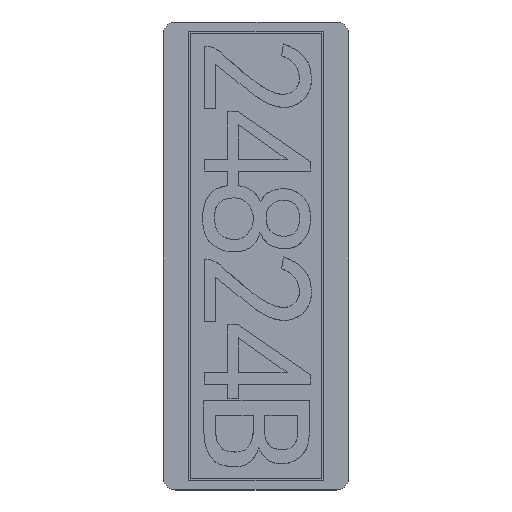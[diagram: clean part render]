
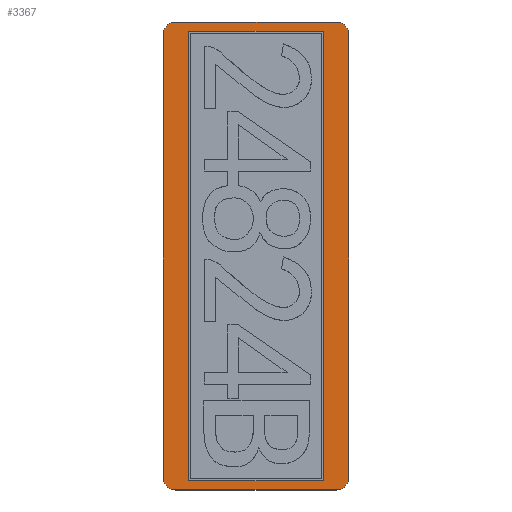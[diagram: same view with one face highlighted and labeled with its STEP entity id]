
A CAD part, top view. The second image highlights one B-rep face of the part: STEP entity #3367.
In plain terms, the highlighted planar face has unit normal (0, 0, 1).
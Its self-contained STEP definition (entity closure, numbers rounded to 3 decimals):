
#18 = CARTESIAN_POINT ( 'NONE',  ( 17.22, -51.83, 3.86 ) ) ;
#113 = DIRECTION ( 'NONE',  ( -1., 0., 0. ) ) ;
#177 = CARTESIAN_POINT ( 'NONE',  ( 23.22, 53.911, 3.86 ) ) ;
#226 = VECTOR ( 'NONE', #2189, 1000. ) ;
#334 = FACE_OUTER_BOUND ( 'NONE', #1338, .T. ) ;
#406 = AXIS2_PLACEMENT_3D ( 'NONE', #4700, #4627, #1203 ) ;
#411 = LINE ( 'NONE', #4629, #4159 ) ;
#414 = DIRECTION ( 'NONE',  ( -1., 0., 0. ) ) ;
#424 = ORIENTED_EDGE ( 'NONE', *, *, #4740, .T. ) ;
#465 = VECTOR ( 'NONE', #2207, 1000. ) ;
#520 = VERTEX_POINT ( 'NONE', #3290 ) ;
#583 = LINE ( 'NONE', #1754, #4865 ) ;
#644 = CIRCLE ( 'NONE', #2675, 3. ) ;
#679 = VERTEX_POINT ( 'NONE', #18 ) ;
#683 = EDGE_CURVE ( 'NONE', #4710, #862, #4317, .T. ) ;
#702 = VERTEX_POINT ( 'NONE', #825 ) ;
#728 = CARTESIAN_POINT ( 'NONE',  ( 20.22, 53.911, 3.86 ) ) ;
#825 = CARTESIAN_POINT ( 'NONE',  ( -14.78, 54.67, 3.86 ) ) ;
#862 = VERTEX_POINT ( 'NONE', #4854 ) ;
#871 = CIRCLE ( 'NONE', #3058, 3. ) ;
#879 = CARTESIAN_POINT ( 'NONE',  ( 20.22, -51.071, 3.86 ) ) ;
#1042 = DIRECTION ( 'NONE',  ( 1., 0., 0. ) ) ;
#1142 = ORIENTED_EDGE ( 'NONE', *, *, #3792, .F. ) ;
#1153 = DIRECTION ( 'NONE',  ( 0., -1., 0. ) ) ;
#1177 = EDGE_CURVE ( 'NONE', #2753, #520, #4413, .T. ) ;
#1203 = DIRECTION ( 'NONE',  ( -1., 0., 0. ) ) ;
#1204 = FACE_BOUND ( 'NONE', #2909, .T. ) ;
#1286 = DIRECTION ( 'NONE',  ( 0., 0., 1. ) ) ;
#1338 = EDGE_LOOP ( 'NONE', ( #424, #4189, #2456, #3036, #3062, #4530, #4541, #2660 ) ) ;
#1383 = VECTOR ( 'NONE', #4618, 1000. ) ;
#1485 = ORIENTED_EDGE ( 'NONE', *, *, #2544, .F. ) ;
#1488 = EDGE_CURVE ( 'NONE', #702, #4588, #1773, .T. ) ;
#1489 = CARTESIAN_POINT ( 'NONE',  ( -20.78, 53.911, 3.86 ) ) ;
#1507 = CARTESIAN_POINT ( 'NONE',  ( -24.18, -49.38, 3.86 ) ) ;
#1610 = EDGE_CURVE ( 'NONE', #679, #3402, #411, .T. ) ;
#1754 = CARTESIAN_POINT ( 'NONE',  ( -24.18, -51.83, 3.86 ) ) ;
#1773 = LINE ( 'NONE', #2534, #4656 ) ;
#1961 = PLANE ( 'NONE',  #2228 ) ;
#1968 = ORIENTED_EDGE ( 'NONE', *, *, #1488, .F. ) ;
#2047 = DIRECTION ( 'NONE',  ( -1., 0., 0. ) ) ;
#2103 = CARTESIAN_POINT ( 'NONE',  ( -17.78, 53.911, 3.86 ) ) ;
#2189 = DIRECTION ( 'NONE',  ( -1., 0., 0. ) ) ;
#2207 = DIRECTION ( 'NONE',  ( 0., 1., 0. ) ) ;
#2228 = AXIS2_PLACEMENT_3D ( 'NONE', #1507, #3496, #1153 ) ;
#2295 = EDGE_CURVE ( 'NONE', #2558, #2753, #4891, .T. ) ;
#2446 = VECTOR ( 'NONE', #113, 1000. ) ;
#2456 = ORIENTED_EDGE ( 'NONE', *, *, #1177, .T. ) ;
#2534 = CARTESIAN_POINT ( 'NONE',  ( -14.78, -49.38, 3.86 ) ) ;
#2540 = CARTESIAN_POINT ( 'NONE',  ( -14.78, -51.83, 3.86 ) ) ;
#2544 = EDGE_CURVE ( 'NONE', #3402, #702, #2956, .T. ) ;
#2558 = VERTEX_POINT ( 'NONE', #177 ) ;
#2658 = CARTESIAN_POINT ( 'NONE',  ( -20.78, -51.071, 3.86 ) ) ;
#2660 = ORIENTED_EDGE ( 'NONE', *, *, #4089, .T. ) ;
#2675 = AXIS2_PLACEMENT_3D ( 'NONE', #2103, #4437, #2918 ) ;
#2714 = CARTESIAN_POINT ( 'NONE',  ( 20.22, 56.911, 3.86 ) ) ;
#2722 = CARTESIAN_POINT ( 'NONE',  ( 20.22, -54.071, 3.86 ) ) ;
#2733 = EDGE_CURVE ( 'NONE', #862, #3383, #4595, .T. ) ;
#2753 = VERTEX_POINT ( 'NONE', #2714 ) ;
#2909 = EDGE_LOOP ( 'NONE', ( #1142, #1968, #1485, #3060 ) ) ;
#2918 = DIRECTION ( 'NONE',  ( -1., 0., 0. ) ) ;
#2956 = LINE ( 'NONE', #4061, #226 ) ;
#2991 = EDGE_CURVE ( 'NONE', #520, #4018, #644, .T. ) ;
#2993 = VERTEX_POINT ( 'NONE', #3661 ) ;
#3036 = ORIENTED_EDGE ( 'NONE', *, *, #2991, .T. ) ;
#3037 = DIRECTION ( 'NONE',  ( 0., 0., 1. ) ) ;
#3058 = AXIS2_PLACEMENT_3D ( 'NONE', #879, #1286, #2047 ) ;
#3060 = ORIENTED_EDGE ( 'NONE', *, *, #1610, .F. ) ;
#3062 = ORIENTED_EDGE ( 'NONE', *, *, #3838, .T. ) ;
#3290 = CARTESIAN_POINT ( 'NONE',  ( -17.78, 56.911, 3.86 ) ) ;
#3367 = ADVANCED_FACE ( 'NONE', ( #1204, #334 ), #1961, .F. ) ;
#3383 = VERTEX_POINT ( 'NONE', #2722 ) ;
#3402 = VERTEX_POINT ( 'NONE', #3853 ) ;
#3405 = LINE ( 'NONE', #5002, #465 ) ;
#3496 = DIRECTION ( 'NONE',  ( 0., 0., -1. ) ) ;
#3546 = DIRECTION ( 'NONE',  ( 0., 1., 0. ) ) ;
#3577 = AXIS2_PLACEMENT_3D ( 'NONE', #728, #3037, #414 ) ;
#3612 = CARTESIAN_POINT ( 'NONE',  ( -20.78, 56.911, 3.86 ) ) ;
#3661 = CARTESIAN_POINT ( 'NONE',  ( 23.22, -51.071, 3.86 ) ) ;
#3689 = CARTESIAN_POINT ( 'NONE',  ( -20.78, 56.911, 3.86 ) ) ;
#3792 = EDGE_CURVE ( 'NONE', #4588, #679, #583, .T. ) ;
#3838 = EDGE_CURVE ( 'NONE', #4018, #4710, #4174, .T. ) ;
#3853 = CARTESIAN_POINT ( 'NONE',  ( 17.22, 54.67, 3.86 ) ) ;
#3883 = VECTOR ( 'NONE', #4491, 1000. ) ;
#4018 = VERTEX_POINT ( 'NONE', #1489 ) ;
#4061 = CARTESIAN_POINT ( 'NONE',  ( -24.18, 54.67, 3.86 ) ) ;
#4089 = EDGE_CURVE ( 'NONE', #3383, #2993, #871, .T. ) ;
#4159 = VECTOR ( 'NONE', #3546, 1000. ) ;
#4174 = LINE ( 'NONE', #3689, #3883 ) ;
#4189 = ORIENTED_EDGE ( 'NONE', *, *, #2295, .T. ) ;
#4317 = CIRCLE ( 'NONE', #406, 3. ) ;
#4413 = LINE ( 'NONE', #3612, #2446 ) ;
#4437 = DIRECTION ( 'NONE',  ( 0., 0., 1. ) ) ;
#4491 = DIRECTION ( 'NONE',  ( 0., -1., 0. ) ) ;
#4530 = ORIENTED_EDGE ( 'NONE', *, *, #683, .T. ) ;
#4541 = ORIENTED_EDGE ( 'NONE', *, *, #2733, .T. ) ;
#4588 = VERTEX_POINT ( 'NONE', #2540 ) ;
#4595 = LINE ( 'NONE', #4668, #1383 ) ;
#4618 = DIRECTION ( 'NONE',  ( 1., 0., 0. ) ) ;
#4627 = DIRECTION ( 'NONE',  ( 0., 0., 1. ) ) ;
#4629 = CARTESIAN_POINT ( 'NONE',  ( 17.22, -49.38, 3.86 ) ) ;
#4656 = VECTOR ( 'NONE', #4892, 1000. ) ;
#4668 = CARTESIAN_POINT ( 'NONE',  ( -20.78, -54.071, 3.86 ) ) ;
#4700 = CARTESIAN_POINT ( 'NONE',  ( -17.78, -51.071, 3.86 ) ) ;
#4710 = VERTEX_POINT ( 'NONE', #2658 ) ;
#4740 = EDGE_CURVE ( 'NONE', #2993, #2558, #3405, .T. ) ;
#4854 = CARTESIAN_POINT ( 'NONE',  ( -17.78, -54.071, 3.86 ) ) ;
#4865 = VECTOR ( 'NONE', #1042, 1000. ) ;
#4891 = CIRCLE ( 'NONE', #3577, 3. ) ;
#4892 = DIRECTION ( 'NONE',  ( 0., -1., 0. ) ) ;
#5002 = CARTESIAN_POINT ( 'NONE',  ( 23.22, 56.911, 3.86 ) ) ;
